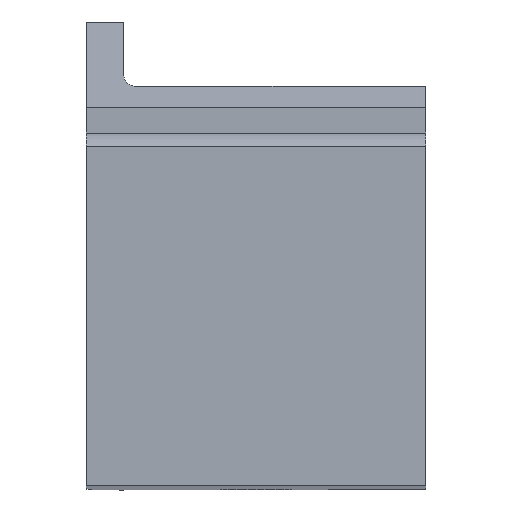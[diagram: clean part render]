
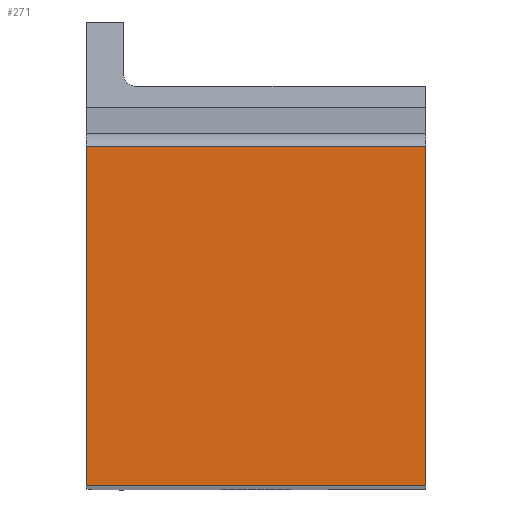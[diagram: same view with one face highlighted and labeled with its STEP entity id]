
A CAD part, top view. The second image highlights one B-rep face of the part: STEP entity #271.
In plain terms, the highlighted planar face has unit normal (0, 0, 1).
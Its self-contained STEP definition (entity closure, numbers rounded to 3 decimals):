
#271=ADVANCED_FACE('',(#492),#378,.T.);
#378=PLANE('',#3410);
#492=FACE_OUTER_BOUND('',#662,.T.);
#662=EDGE_LOOP('',(#1205,#1206,#1207,#1208));
#1205=ORIENTED_EDGE('',*,*,#2267,.F.);
#1206=ORIENTED_EDGE('',*,*,#2241,.F.);
#1207=ORIENTED_EDGE('',*,*,#2270,.F.);
#1208=ORIENTED_EDGE('',*,*,#2252,.F.);
#1850=VERTEX_POINT('',#9131);
#1851=VERTEX_POINT('',#9133);
#1860=VERTEX_POINT('',#9155);
#1861=VERTEX_POINT('',#9156);
#2241=EDGE_CURVE('',#1850,#1851,#2930,.T.);
#2252=EDGE_CURVE('',#1860,#1861,#2940,.T.);
#2267=EDGE_CURVE('',#1851,#1860,#2952,.T.);
#2270=EDGE_CURVE('',#1861,#1850,#2953,.T.);
#2930=LINE('',#9132,#3117);
#2940=LINE('',#9154,#3127);
#2952=LINE('',#9183,#3139);
#2953=LINE('',#9189,#3140);
#3117=VECTOR('',#3784,1.);
#3127=VECTOR('',#3800,1.);
#3139=VECTOR('',#3820,1.);
#3140=VECTOR('',#3827,1.);
#3410=AXIS2_PLACEMENT_3D('',#9190,#3828,#3829);
#3784=DIRECTION('',(0.,-1.,0.));
#3800=DIRECTION('',(0.,1.,0.));
#3820=DIRECTION('',(-1.,0.,0.));
#3827=DIRECTION('',(1.,0.,0.));
#3828=DIRECTION('',(0.,0.,1.));
#3829=DIRECTION('',(-1.,0.,0.));
#9131=CARTESIAN_POINT('',(0.,15.875,0.));
#9132=CARTESIAN_POINT('',(0.,15.875,0.));
#9133=CARTESIAN_POINT('',(0.,0.,0.));
#9154=CARTESIAN_POINT('',(-15.875,0.,0.));
#9155=CARTESIAN_POINT('',(-15.875,0.,0.));
#9156=CARTESIAN_POINT('',(-15.875,15.875,0.));
#9183=CARTESIAN_POINT('',(0.,0.,0.));
#9189=CARTESIAN_POINT('',(-15.875,15.875,0.));
#9190=CARTESIAN_POINT('',(-7.938,7.938,0.));
